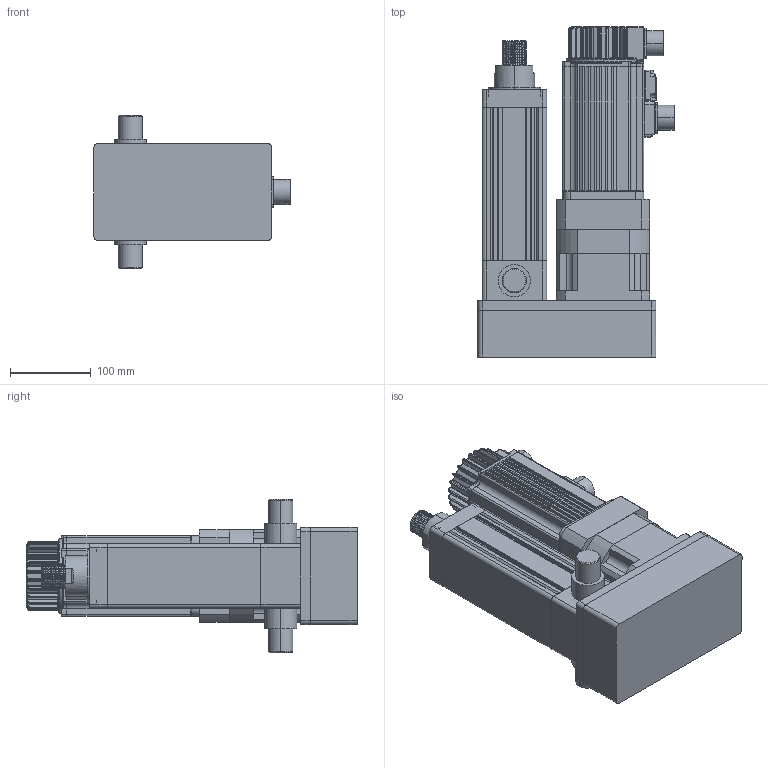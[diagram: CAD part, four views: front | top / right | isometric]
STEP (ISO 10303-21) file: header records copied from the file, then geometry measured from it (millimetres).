
FILE_DESCRIPTION (( 'STEP AP203' ), '1' );
FILE_NAME ('RLA80-10QX-17KN-R65-50mm-s.STEP', '2025-01-09T03:44:35', ( '微软用户' ), ( '微软中国' ), 'SwSTEP 2.0', 'SolidWorks 2022', '' );
FILE_SCHEMA (( 'CONFIG_CONTROL_DESIGN' ));
Products named in the file (4): 80缸行程65折叠; RLA80-10QX-17KN-R65-50mm-s; PGH115单级(19-95-115-M8); 1KW-3000带刹车
Assembly tree (3 placements, depth 2):
  RLA80-10QX-17KN-R65-50mm-s
    80缸行程65折叠
    PGH115单级(19-95-115-M8)
    1KW-3000带刹车
Bounding box: 242.5 x 408.5 x 190 mm (x, y, z)
Volume: 4264889 mm3; surface area: 747851.6 mm2
Topology: 6 solids, 28 shells, 1620 faces, 4386 edges, 2673 vertices
Faces by surface type: bspline 1222, cylinder 208, plane 178, cone 12
Entity records: 64732 total; most frequent: CARTESIAN_POINT 36683, ORIENTED_EDGE 8094, EDGE_CURVE 4289, VERTEX_POINT 2681, DIRECTION 2201, B_SPLINE_CURVE_WITH_KNOTS 2009, EDGE_LOOP 1814, FACE_OUTER_BOUND 1622
